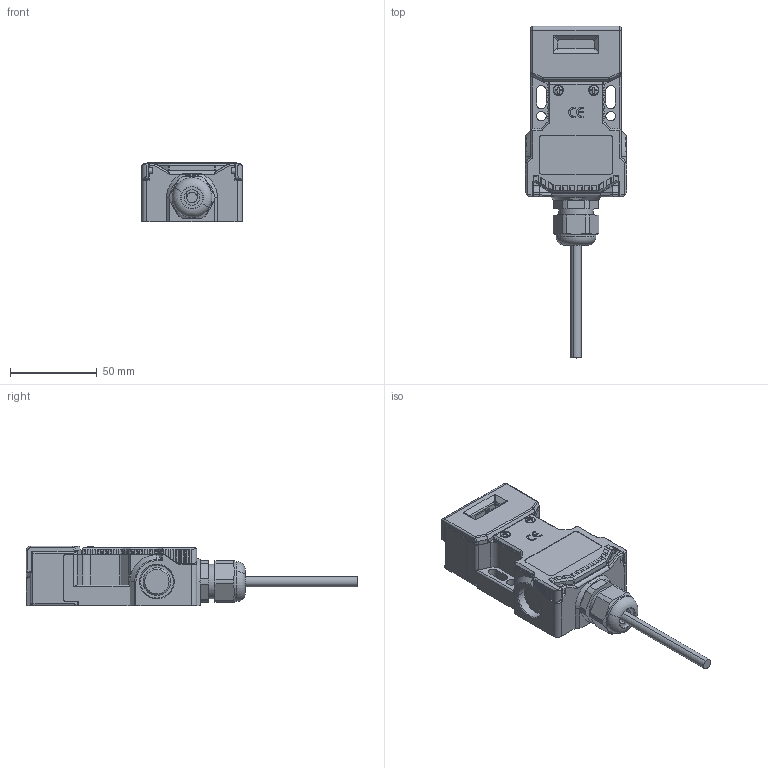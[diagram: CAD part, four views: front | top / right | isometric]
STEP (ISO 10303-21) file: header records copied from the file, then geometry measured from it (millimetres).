
FILE_DESCRIPTION (( 'STEP AP214' ), '1' );
FILE_NAME ('KP-EX-200026.STEP', '2021-06-09T11:52:40', ( '' ), ( '' ), 'SwSTEP 2.0', 'SolidWorks 2021', '' );
FILE_SCHEMA (( 'AUTOMOTIVE_DESIGN' ));
Length unit declared in the file: inch
Products named in the file (1): KP-EX-200026
Bounding box: 58.4 x 191.5 x 34.5 mm (x, y, z)
Volume: 82116 mm3; surface area: 68573.3 mm2
Topology: 11 solids, 11 shells, 2891 faces, 7834 edges, 5063 vertices
Faces by surface type: plane 1495, cylinder 1031, bspline 162, torus 134, cone 50, sphere 19
Full cylindrical faces by diameter (mm): 9 x1, 12.5 x1, 15 x2, 20 x2
Entity records: 102851 total; most frequent: CARTESIAN_POINT 31603, ORIENTED_EDGE 15584, DIRECTION 13913, EDGE_CURVE 7792, VECTOR 5059, LINE 5059, VERTEX_POINT 5057, AXIS2_PLACEMENT_3D 4427
